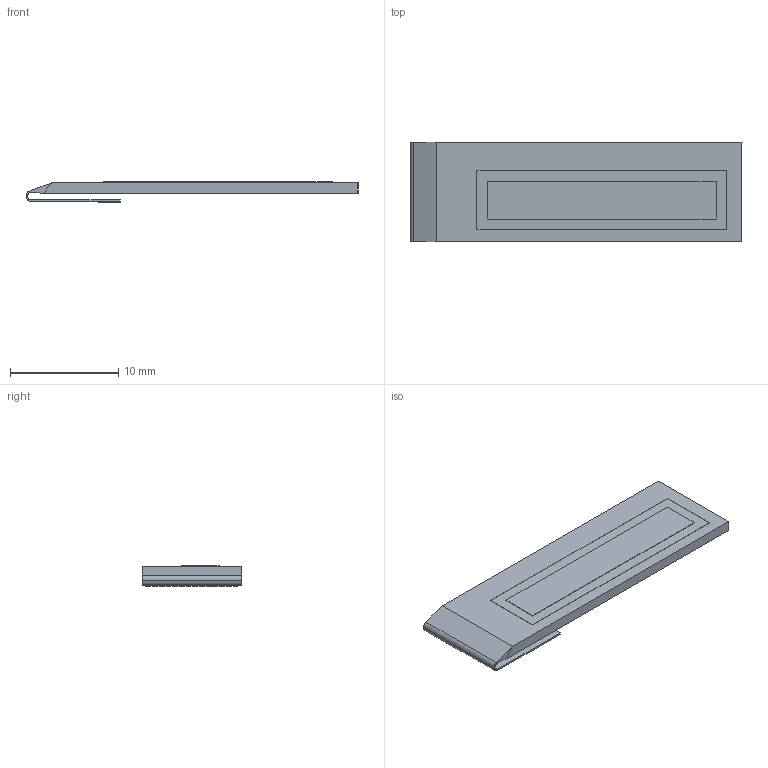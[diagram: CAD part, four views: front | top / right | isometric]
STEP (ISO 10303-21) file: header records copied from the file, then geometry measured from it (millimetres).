
FILE_DESCRIPTION (( 'STEP AP214' ), '1' );
FILE_NAME ('User Library-ER-OLED0_084.STEP', '2019-02-20T09:29:08', ( '' ), ( '' ), 'SwSTEP 2.0', 'SolidWorks 2019', '' );
FILE_SCHEMA (( 'AUTOMOTIVE_DESIGN' ));
Length unit declared in the file: millimetre
Products named in the file (7): User Library-ER-OLED0_084_oled0_84_pins; User Library-ER-OLED0_084_oled0_84_visual_area; User Library-ER-OLED0_084_oled0_84_screen; User Library-ER-OLED0_084_oled0_84_fpc; User Library-ER-OLED0_084; User Library-ER-OLED0_084_oled0_84; User Library-ER-OLED0_084_oled0_84_active_area
Assembly tree (6 placements, depth 3):
  User Library-ER-OLED0_084
    User Library-ER-OLED0_084_oled0_84
      User Library-ER-OLED0_084_oled0_84_screen
      User Library-ER-OLED0_084_oled0_84_fpc
      User Library-ER-OLED0_084_oled0_84_active_area
      User Library-ER-OLED0_084_oled0_84_visual_area
      User Library-ER-OLED0_084_oled0_84_pins
Bounding box: 30.7 x 9.2 x 1.86 mm (x, y, z)
Volume: 290.5 mm3; surface area: 1255.7 mm2
Topology: 18 solids, 18 shells, 198 faces, 486 edges, 324 vertices
Faces by surface type: plane 138, cylinder 60
Entity records: 8449 total; most frequent: DIRECTION 1022, CARTESIAN_POINT 1018, ORIENTED_EDGE 972, EDGE_CURVE 486, VECTOR 366, LINE 366, AXIS2_PLACEMENT_3D 328, VERTEX_POINT 324
